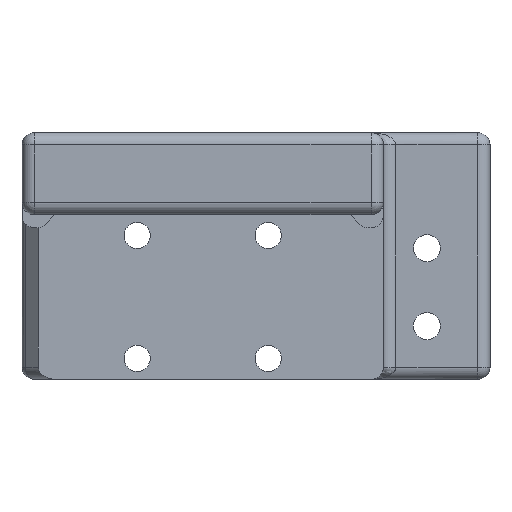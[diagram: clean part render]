
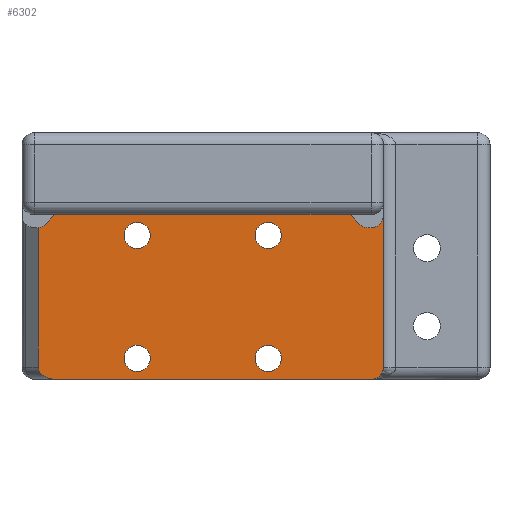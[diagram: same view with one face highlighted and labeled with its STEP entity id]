
A CAD part, front view. The second image highlights one B-rep face of the part: STEP entity #6302.
In plain terms, the highlighted planar face has unit normal (0, -1, 0).
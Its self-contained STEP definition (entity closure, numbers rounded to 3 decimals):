
#9 = CARTESIAN_POINT ( 'NONE',  ( 22.05, -8., -8.55 ) ) ;
#66 = LINE ( 'NONE', #4086, #7248 ) ;
#154 = EDGE_CURVE ( 'NONE', #3273, #4510, #6232, .T. ) ;
#185 = DIRECTION ( 'NONE',  ( 0., 1., 0. ) ) ;
#202 = VERTEX_POINT ( 'NONE', #4607 ) ;
#302 = EDGE_CURVE ( 'NONE', #5470, #1579, #66, .T. ) ;
#320 = EDGE_LOOP ( 'NONE', ( #1309, #4004, #7111, #2700, #845, #2220, #8775 ) ) ;
#441 = EDGE_CURVE ( 'NONE', #7654, #6842, #5723, .T. ) ;
#638 = CIRCLE ( 'NONE', #4656, 1.5 ) ;
#690 = ORIENTED_EDGE ( 'NONE', *, *, #5400, .T. ) ;
#719 = EDGE_CURVE ( 'NONE', #6842, #7654, #5193, .T. ) ;
#811 = CARTESIAN_POINT ( 'NONE',  ( 8., -8., -9.1 ) ) ;
#831 = FACE_BOUND ( 'NONE', #1239, .T. ) ;
#845 = ORIENTED_EDGE ( 'NONE', *, *, #3996, .F. ) ;
#857 = ORIENTED_EDGE ( 'NONE', *, *, #441, .T. ) ;
#941 = DIRECTION ( 'NONE',  ( 0., 1., 0. ) ) ;
#1107 = AXIS2_PLACEMENT_3D ( 'NONE', #6742, #1534, #7388 ) ;
#1117 = DIRECTION ( 'NONE',  ( 0., 1., 0. ) ) ;
#1131 = CARTESIAN_POINT ( 'NONE',  ( -17.929, -8., -10.05 ) ) ;
#1138 = EDGE_LOOP ( 'NONE', ( #857, #7238 ) ) ;
#1239 = EDGE_LOOP ( 'NONE', ( #5054, #690 ) ) ;
#1309 = ORIENTED_EDGE ( 'NONE', *, *, #3110, .F. ) ;
#1370 = CARTESIAN_POINT ( 'NONE',  ( 22.05, -8., -10.05 ) ) ;
#1405 = CARTESIAN_POINT ( 'NONE',  ( -22.05, -8., -10.05 ) ) ;
#1424 = EDGE_LOOP ( 'NONE', ( #10153, #1453 ) ) ;
#1431 = CARTESIAN_POINT ( 'NONE',  ( 20.55, -8., 11.55 ) ) ;
#1453 = ORIENTED_EDGE ( 'NONE', *, *, #8161, .T. ) ;
#1471 = VERTEX_POINT ( 'NONE', #1131 ) ;
#1493 = CARTESIAN_POINT ( 'NONE',  ( 0., -8., 0. ) ) ;
#1534 = DIRECTION ( 'NONE',  ( 0., 1., 0. ) ) ;
#1579 = VERTEX_POINT ( 'NONE', #10341 ) ;
#1862 = CARTESIAN_POINT ( 'NONE',  ( -8., -8., 5.9 ) ) ;
#1974 = CARTESIAN_POINT ( 'NONE',  ( 20.55, -8., -10.05 ) ) ;
#1982 = DIRECTION ( 'NONE',  ( 0., 0., 1. ) ) ;
#2220 = ORIENTED_EDGE ( 'NONE', *, *, #302, .T. ) ;
#2266 = VECTOR ( 'NONE', #4629, 1000. ) ;
#2343 = DIRECTION ( 'NONE',  ( 0., 1., 0. ) ) ;
#2491 = EDGE_LOOP ( 'NONE', ( #4020, #2812 ) ) ;
#2611 = DIRECTION ( 'NONE',  ( 0., 0., 1. ) ) ;
#2655 = CARTESIAN_POINT ( 'NONE',  ( 8., -8., 7.5 ) ) ;
#2666 = EDGE_CURVE ( 'NONE', #8008, #5355, #6601, .T. ) ;
#2700 = ORIENTED_EDGE ( 'NONE', *, *, #10579, .T. ) ;
#2812 = ORIENTED_EDGE ( 'NONE', *, *, #6362, .T. ) ;
#2963 = CARTESIAN_POINT ( 'NONE',  ( -8., -8., -9.1 ) ) ;
#3016 = CIRCLE ( 'NONE', #6349, 1.6 ) ;
#3097 = VERTEX_POINT ( 'NONE', #9 ) ;
#3110 = EDGE_CURVE ( 'NONE', #7026, #1471, #8817, .T. ) ;
#3206 = FACE_OUTER_BOUND ( 'NONE', #320, .T. ) ;
#3273 = VERTEX_POINT ( 'NONE', #5043 ) ;
#3553 = AXIS2_PLACEMENT_3D ( 'NONE', #2655, #9261, #8345 ) ;
#3851 = VECTOR ( 'NONE', #9578, 1000. ) ;
#3957 = LINE ( 'NONE', #1370, #3851 ) ;
#3996 = EDGE_CURVE ( 'NONE', #5470, #10192, #9421, .T. ) ;
#4004 = ORIENTED_EDGE ( 'NONE', *, *, #9863, .T. ) ;
#4020 = ORIENTED_EDGE ( 'NONE', *, *, #2666, .T. ) ;
#4086 = CARTESIAN_POINT ( 'NONE',  ( -20.05, -8., -10.05 ) ) ;
#4088 = CARTESIAN_POINT ( 'NONE',  ( -20.05, -8., -8.55 ) ) ;
#4118 = AXIS2_PLACEMENT_3D ( 'NONE', #6131, #1117, #1982 ) ;
#4434 = DIRECTION ( 'NONE',  ( 0., 1., 0. ) ) ;
#4510 = VERTEX_POINT ( 'NONE', #5380 ) ;
#4549 = CARTESIAN_POINT ( 'NONE',  ( 8., -8., -7.5 ) ) ;
#4607 = CARTESIAN_POINT ( 'NONE',  ( -8., -8., 9.1 ) ) ;
#4629 = DIRECTION ( 'NONE',  ( -1., 0., 0. ) ) ;
#4656 = AXIS2_PLACEMENT_3D ( 'NONE', #8735, #5316, #6116 ) ;
#4816 = DIRECTION ( 'NONE',  ( 0., 0., 1. ) ) ;
#4970 = DIRECTION ( 'NONE',  ( 0., 0., -1. ) ) ;
#5043 = CARTESIAN_POINT ( 'NONE',  ( 8., -8., 9.1 ) ) ;
#5054 = ORIENTED_EDGE ( 'NONE', *, *, #154, .T. ) ;
#5082 = CARTESIAN_POINT ( 'NONE',  ( -20.05, -8., 10.05 ) ) ;
#5193 = CIRCLE ( 'NONE', #7072, 1.6 ) ;
#5250 = CARTESIAN_POINT ( 'NONE',  ( -22.05, -8., 10.05 ) ) ;
#5316 = DIRECTION ( 'NONE',  ( 0., -1., 0. ) ) ;
#5355 = VERTEX_POINT ( 'NONE', #811 ) ;
#5380 = CARTESIAN_POINT ( 'NONE',  ( 8., -8., 5.9 ) ) ;
#5400 = EDGE_CURVE ( 'NONE', #4510, #3273, #8209, .T. ) ;
#5470 = VERTEX_POINT ( 'NONE', #5082 ) ;
#5627 = VERTEX_POINT ( 'NONE', #10358 ) ;
#5698 = CIRCLE ( 'NONE', #10619, 1.6 ) ;
#5723 = CIRCLE ( 'NONE', #9648, 1.6 ) ;
#5725 = EDGE_CURVE ( 'NONE', #202, #8968, #5698, .T. ) ;
#5792 = DIRECTION ( 'NONE',  ( 0., 0., 1. ) ) ;
#6116 = DIRECTION ( 'NONE',  ( 0., 0., 1. ) ) ;
#6131 = CARTESIAN_POINT ( 'NONE',  ( 8., -8., 7.5 ) ) ;
#6183 =( BOUNDED_CURVE ( )  B_SPLINE_CURVE ( 3, ( #4088, #10641, #8040, #8197 ),
 .UNSPECIFIED., .F., .F. ) 
 B_SPLINE_CURVE_WITH_KNOTS ( ( 4, 4 ),
 ( 0., 1.571 ),
 .UNSPECIFIED. ) 
 CURVE ( )  GEOMETRIC_REPRESENTATION_ITEM ( )  RATIONAL_B_SPLINE_CURVE ( ( 1., 0.805, 0.805, 1. ) ) 
 REPRESENTATION_ITEM ( '' )  );
#6197 = DIRECTION ( 'NONE',  ( 0., 1., 0. ) ) ;
#6232 = CIRCLE ( 'NONE', #4118, 1.6 ) ;
#6302 = ADVANCED_FACE ( 'NONE', ( #831, #9751, #6537, #10589, #3206 ), #8200, .F. ) ;
#6349 = AXIS2_PLACEMENT_3D ( 'NONE', #9226, #185, #10070 ) ;
#6352 = CARTESIAN_POINT ( 'NONE',  ( 8., -8., -5.9 ) ) ;
#6362 = EDGE_CURVE ( 'NONE', #5355, #8008, #8365, .T. ) ;
#6363 = CARTESIAN_POINT ( 'NONE',  ( 20.55, -8., 10.05 ) ) ;
#6537 = FACE_BOUND ( 'NONE', #2491, .T. ) ;
#6544 = CIRCLE ( 'NONE', #10637, 1.5 ) ;
#6574 = DIRECTION ( 'NONE',  ( 0., 1., 0. ) ) ;
#6601 = CIRCLE ( 'NONE', #10186, 1.6 ) ;
#6610 = DIRECTION ( 'NONE',  ( 0., 0., 1. ) ) ;
#6742 = CARTESIAN_POINT ( 'NONE',  ( 8., -8., -7.5 ) ) ;
#6842 = VERTEX_POINT ( 'NONE', #2963 ) ;
#6917 = CARTESIAN_POINT ( 'NONE',  ( -8., -8., -7.5 ) ) ;
#7026 = VERTEX_POINT ( 'NONE', #1974 ) ;
#7072 = AXIS2_PLACEMENT_3D ( 'NONE', #6917, #4434, #8680 ) ;
#7111 = ORIENTED_EDGE ( 'NONE', *, *, #7426, .F. ) ;
#7238 = ORIENTED_EDGE ( 'NONE', *, *, #719, .T. ) ;
#7248 = VECTOR ( 'NONE', #4970, 1000. ) ;
#7388 = DIRECTION ( 'NONE',  ( 0., 0., 1. ) ) ;
#7426 = EDGE_CURVE ( 'NONE', #5627, #3097, #3957, .T. ) ;
#7648 = VECTOR ( 'NONE', #10104, 1000. ) ;
#7654 = VERTEX_POINT ( 'NONE', #7752 ) ;
#7752 = CARTESIAN_POINT ( 'NONE',  ( -8., -8., -5.9 ) ) ;
#7836 = DIRECTION ( 'NONE',  ( 0., 0., 1. ) ) ;
#8008 = VERTEX_POINT ( 'NONE', #6352 ) ;
#8040 = CARTESIAN_POINT ( 'NONE',  ( -19.171, -8., -10.05 ) ) ;
#8161 = EDGE_CURVE ( 'NONE', #8968, #202, #3016, .T. ) ;
#8197 = CARTESIAN_POINT ( 'NONE',  ( -17.929, -8., -10.05 ) ) ;
#8200 = PLANE ( 'NONE',  #9556 ) ;
#8209 = CIRCLE ( 'NONE', #3553, 1.6 ) ;
#8345 = DIRECTION ( 'NONE',  ( 0., 0., 1. ) ) ;
#8365 = CIRCLE ( 'NONE', #1107, 1.6 ) ;
#8384 = CARTESIAN_POINT ( 'NONE',  ( -8., -8., 7.5 ) ) ;
#8434 = DIRECTION ( 'NONE',  ( 0., 1., 0. ) ) ;
#8680 = DIRECTION ( 'NONE',  ( 0., 0., 1. ) ) ;
#8735 = CARTESIAN_POINT ( 'NONE',  ( 20.55, -8., -8.55 ) ) ;
#8775 = ORIENTED_EDGE ( 'NONE', *, *, #9769, .T. ) ;
#8817 = LINE ( 'NONE', #1405, #2266 ) ;
#8968 = VERTEX_POINT ( 'NONE', #1862 ) ;
#9226 = CARTESIAN_POINT ( 'NONE',  ( -8., -8., 7.5 ) ) ;
#9261 = DIRECTION ( 'NONE',  ( 0., 1., 0. ) ) ;
#9421 = LINE ( 'NONE', #5250, #7648 ) ;
#9426 = CARTESIAN_POINT ( 'NONE',  ( -8., -8., -7.5 ) ) ;
#9556 = AXIS2_PLACEMENT_3D ( 'NONE', #1493, #2343, #4816 ) ;
#9578 = DIRECTION ( 'NONE',  ( 0., 0., -1. ) ) ;
#9648 = AXIS2_PLACEMENT_3D ( 'NONE', #9426, #941, #2611 ) ;
#9751 = FACE_BOUND ( 'NONE', #1424, .T. ) ;
#9769 = EDGE_CURVE ( 'NONE', #1579, #1471, #6183, .T. ) ;
#9863 = EDGE_CURVE ( 'NONE', #7026, #3097, #638, .T. ) ;
#10070 = DIRECTION ( 'NONE',  ( 0., 0., 1. ) ) ;
#10104 = DIRECTION ( 'NONE',  ( 1., 0., 0. ) ) ;
#10153 = ORIENTED_EDGE ( 'NONE', *, *, #5725, .T. ) ;
#10186 = AXIS2_PLACEMENT_3D ( 'NONE', #4549, #6197, #7836 ) ;
#10192 = VERTEX_POINT ( 'NONE', #6363 ) ;
#10341 = CARTESIAN_POINT ( 'NONE',  ( -20.05, -8., -8.55 ) ) ;
#10358 = CARTESIAN_POINT ( 'NONE',  ( 22.05, -8., 11.55 ) ) ;
#10579 = EDGE_CURVE ( 'NONE', #5627, #10192, #6544, .T. ) ;
#10589 = FACE_BOUND ( 'NONE', #1138, .T. ) ;
#10619 = AXIS2_PLACEMENT_3D ( 'NONE', #8384, #8434, #6610 ) ;
#10637 = AXIS2_PLACEMENT_3D ( 'NONE', #1431, #6574, #5792 ) ;
#10641 = CARTESIAN_POINT ( 'NONE',  ( -20.05, -8., -9.429 ) ) ;
